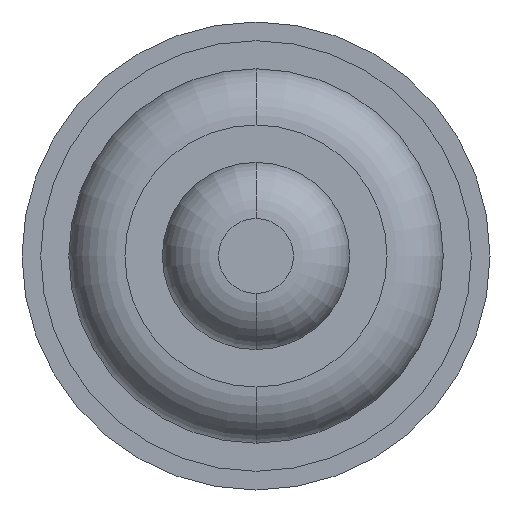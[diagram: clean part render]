
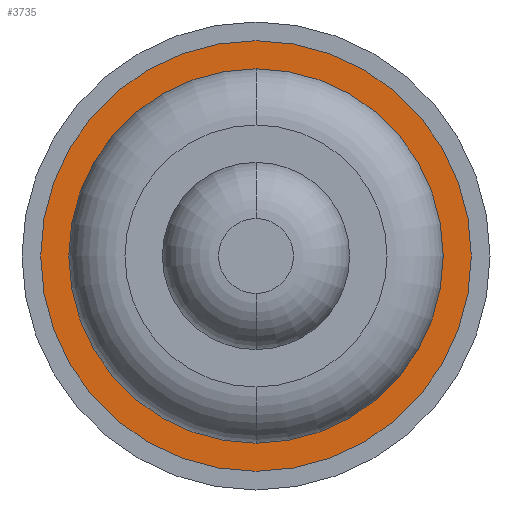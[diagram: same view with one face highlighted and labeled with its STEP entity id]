
A CAD part, front view. The second image highlights one B-rep face of the part: STEP entity #3735.
In plain terms, the highlighted planar face has unit normal (0, -1, 0).
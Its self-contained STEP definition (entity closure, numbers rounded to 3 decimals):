
#78 = EDGE_CURVE ( 'Defeature ausgef�hrt1_4+Defeature ausgef�hrt1_3+Defeature ausgef�hrt1_3+Defeature ausgef�hrt1_3', #2666, #2340, #2941, .T. ) ;
#108 = CARTESIAN_POINT ( 'NONE',  ( 0., -2., -1. ) ) ;
#138 = CARTESIAN_POINT ( 'NONE',  ( 0., -2., -1.15 ) ) ;
#173 = AXIS2_PLACEMENT_3D ( 'NONE', #3094, #744, #1272 ) ;
#187 = DIRECTION ( 'NONE',  ( 0., 1., 0. ) ) ;
#207 = ORIENTED_EDGE ( 'NONE', *, *, #4062, .T. ) ;
#264 = CARTESIAN_POINT ( 'NONE',  ( 0., -2., 0. ) ) ;
#335 = DIRECTION ( 'NONE',  ( 0., 0., 1. ) ) ;
#457 = ORIENTED_EDGE ( 'NONE', *, *, #1268, .F. ) ;
#469 = VERTEX_POINT ( 'NONE', #968 ) ;
#628 = VERTEX_POINT ( 'NONE', #138 ) ;
#744 = DIRECTION ( 'NONE',  ( 0., 1., 0. ) ) ;
#869 = EDGE_LOOP ( 'NONE', ( #207, #2410 ) ) ;
#968 = CARTESIAN_POINT ( 'NONE',  ( 0., -2., 1.15 ) ) ;
#1034 = AXIS2_PLACEMENT_3D ( 'NONE', #264, #1495, #335 ) ;
#1088 = EDGE_CURVE ( 'Defeature ausgef�hrt1_5+Defeature ausgef�hrt1_4+Defeature ausgef�hrt1_4+Defeature ausgef�hrt1_4', #469, #628, #2138, .T. ) ;
#1135 = EDGE_LOOP ( 'NONE', ( #2835, #457 ) ) ;
#1268 = EDGE_CURVE ( 'Defeature ausgef�hrt1_5+Defeature ausgef�hrt1_4+Defeature ausgef�hrt1_4+Defeature ausgef�hrt1_4', #628, #469, #2374, .T. ) ;
#1272 = DIRECTION ( 'NONE',  ( 0., 0., 1. ) ) ;
#1362 = FACE_BOUND ( 'NONE', #869, .T. ) ;
#1495 = DIRECTION ( 'NONE',  ( 0., 1., 0. ) ) ;
#1920 = CARTESIAN_POINT ( 'NONE',  ( -1.15, -2., 0. ) ) ;
#2059 = PLANE ( 'NONE',  #2498 ) ;
#2088 = CARTESIAN_POINT ( 'NONE',  ( 0., -2., 0. ) ) ;
#2138 = CIRCLE ( 'NONE', #2582, 1.15 ) ;
#2327 = FACE_OUTER_BOUND ( 'NONE', #1135, .T. ) ;
#2340 = VERTEX_POINT ( 'NONE', #3018 ) ;
#2374 = CIRCLE ( 'NONE', #1034, 1.15 ) ;
#2410 = ORIENTED_EDGE ( 'NONE', *, *, #78, .T. ) ;
#2498 = AXIS2_PLACEMENT_3D ( 'NONE', #1920, #3106, #3713 ) ;
#2582 = AXIS2_PLACEMENT_3D ( 'NONE', #2088, #3384, #4051 ) ;
#2666 = VERTEX_POINT ( 'NONE', #108 ) ;
#2835 = ORIENTED_EDGE ( 'NONE', *, *, #1088, .F. ) ;
#2866 = AXIS2_PLACEMENT_3D ( 'NONE', #3895, #187, #2890 ) ;
#2890 = DIRECTION ( 'NONE',  ( 0., 0., 1. ) ) ;
#2941 = CIRCLE ( 'NONE', #173, 1. ) ;
#3018 = CARTESIAN_POINT ( 'NONE',  ( 0., -2., 1. ) ) ;
#3094 = CARTESIAN_POINT ( 'NONE',  ( 0., -2., 0. ) ) ;
#3106 = DIRECTION ( 'NONE',  ( 0., -1., 0. ) ) ;
#3384 = DIRECTION ( 'NONE',  ( 0., 1., 0. ) ) ;
#3628 = CIRCLE ( 'NONE', #2866, 1. ) ;
#3713 = DIRECTION ( 'NONE',  ( 0., 0., -1. ) ) ;
#3735 = ADVANCED_FACE ( 'Defeature ausgef�hrt1_4', ( #1362, #2327 ), #2059, .T. ) ;
#3895 = CARTESIAN_POINT ( 'NONE',  ( 0., -2., 0. ) ) ;
#4051 = DIRECTION ( 'NONE',  ( 0., 0., 1. ) ) ;
#4062 = EDGE_CURVE ( 'Defeature ausgef�hrt1_4+Defeature ausgef�hrt1_3+Defeature ausgef�hrt1_3+Defeature ausgef�hrt1_3', #2340, #2666, #3628, .T. ) ;
